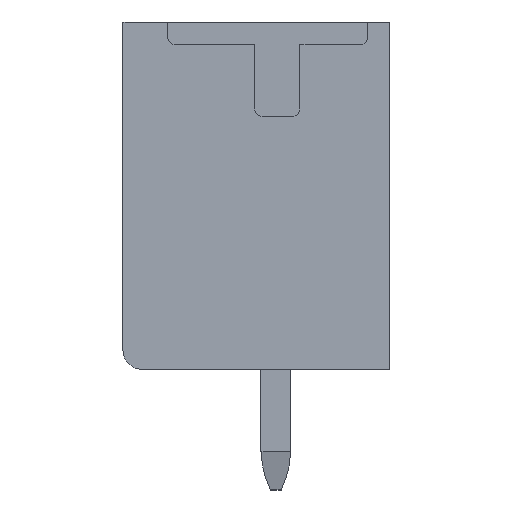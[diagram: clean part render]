
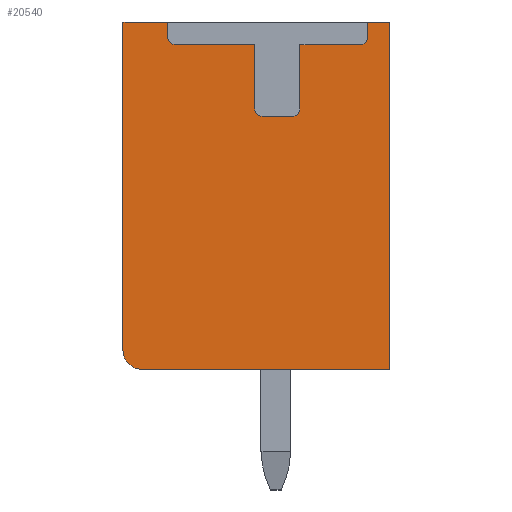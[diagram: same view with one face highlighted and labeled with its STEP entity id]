
A CAD part, left-side view. The second image highlights one B-rep face of the part: STEP entity #20540.
In plain terms, the highlighted planar face has unit normal (-1, 0, 0).
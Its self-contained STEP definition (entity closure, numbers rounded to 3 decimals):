
#20351=AXIS2_PLACEMENT_3D('Circle Axis2P3D',#20349,#20350,$) ;
#20439=AXIS2_PLACEMENT_3D('Plane Axis2P3D',#20436,#20437,#20438) ;
#20455=AXIS2_PLACEMENT_3D('Circle Axis2P3D',#20453,#20454,$) ;
#20476=AXIS2_PLACEMENT_3D('Circle Axis2P3D',#20474,#20475,$) ;
#20490=AXIS2_PLACEMENT_3D('Circle Axis2P3D',#20488,#20489,$) ;
#20511=AXIS2_PLACEMENT_3D('Circle Axis2P3D',#20509,#20510,$) ;
#388=CARTESIAN_POINT('Vertex',(0.3,0.,12.4)) ;
#391=CARTESIAN_POINT('Line Origine',(0.3,0.,7.8)) ;
#395=CARTESIAN_POINT('Vertex',(0.3,0.,3.2)) ;
#6095=CARTESIAN_POINT('Line Origine',(0.3,3.275,3.2)) ;
#6099=CARTESIAN_POINT('Vertex',(0.3,6.55,3.2)) ;
#7520=CARTESIAN_POINT('Vertex',(0.3,0.56,12.4)) ;
#7525=CARTESIAN_POINT('Line Origine',(0.3,0.28,12.4)) ;
#7569=CARTESIAN_POINT('Vertex',(0.3,7.05,12.4)) ;
#7572=CARTESIAN_POINT('Line Origine',(0.3,6.455,12.4)) ;
#7576=CARTESIAN_POINT('Vertex',(0.3,5.86,12.4)) ;
#20349=CARTESIAN_POINT('Axis2P3D Location',(0.3,6.55,3.7)) ;
#20353=CARTESIAN_POINT('Vertex',(0.3,7.05,3.7)) ;
#20436=CARTESIAN_POINT('Axis2P3D Location',(0.3,0.,0.)) ;
#20441=CARTESIAN_POINT('Line Origine',(0.3,7.05,8.05)) ;
#20446=CARTESIAN_POINT('Line Origine',(0.3,0.56,12.2)) ;
#20450=CARTESIAN_POINT('Vertex',(0.3,0.56,12.)) ;
#20453=CARTESIAN_POINT('Axis2P3D Location',(0.3,0.76,12.)) ;
#20457=CARTESIAN_POINT('Vertex',(0.3,0.76,11.8)) ;
#20460=CARTESIAN_POINT('Line Origine',(0.3,1.56,11.8)) ;
#20464=CARTESIAN_POINT('Vertex',(0.3,2.36,11.8)) ;
#20467=CARTESIAN_POINT('Line Origine',(0.3,2.36,10.95)) ;
#20471=CARTESIAN_POINT('Vertex',(0.3,2.36,10.1)) ;
#20474=CARTESIAN_POINT('Axis2P3D Location',(0.3,2.56,10.1)) ;
#20478=CARTESIAN_POINT('Vertex',(0.3,2.56,9.9)) ;
#20481=CARTESIAN_POINT('Line Origine',(0.3,2.96,9.9)) ;
#20485=CARTESIAN_POINT('Vertex',(0.3,3.36,9.9)) ;
#20488=CARTESIAN_POINT('Axis2P3D Location',(0.3,3.36,10.1)) ;
#20492=CARTESIAN_POINT('Vertex',(0.3,3.56,10.1)) ;
#20495=CARTESIAN_POINT('Line Origine',(0.3,3.56,10.95)) ;
#20499=CARTESIAN_POINT('Vertex',(0.3,3.56,11.8)) ;
#20502=CARTESIAN_POINT('Line Origine',(0.3,4.61,11.8)) ;
#20506=CARTESIAN_POINT('Vertex',(0.3,5.66,11.8)) ;
#20509=CARTESIAN_POINT('Axis2P3D Location',(0.3,5.66,12.)) ;
#20513=CARTESIAN_POINT('Vertex',(0.3,5.86,12.)) ;
#20516=CARTESIAN_POINT('Line Origine',(0.3,5.86,12.2)) ;
#392=DIRECTION('Vector Direction',(0.,0.,-1.)) ;
#6096=DIRECTION('Vector Direction',(0.,1.,0.)) ;
#7526=DIRECTION('Vector Direction',(0.,-1.,0.)) ;
#7573=DIRECTION('Vector Direction',(0.,-1.,0.)) ;
#20350=DIRECTION('Axis2P3D Direction',(-1.,0.,0.)) ;
#20437=DIRECTION('Axis2P3D Direction',(-1.,0.,0.)) ;
#20438=DIRECTION('Axis2P3D XDirection',(0.,-1.,0.)) ;
#20442=DIRECTION('Vector Direction',(0.,0.,1.)) ;
#20447=DIRECTION('Vector Direction',(0.,0.,-1.)) ;
#20454=DIRECTION('Axis2P3D Direction',(-1.,0.,0.)) ;
#20461=DIRECTION('Vector Direction',(0.,1.,0.)) ;
#20468=DIRECTION('Vector Direction',(0.,0.,-1.)) ;
#20475=DIRECTION('Axis2P3D Direction',(-1.,0.,0.)) ;
#20482=DIRECTION('Vector Direction',(0.,1.,0.)) ;
#20489=DIRECTION('Axis2P3D Direction',(-1.,0.,0.)) ;
#20496=DIRECTION('Vector Direction',(0.,0.,1.)) ;
#20503=DIRECTION('Vector Direction',(0.,1.,0.)) ;
#20510=DIRECTION('Axis2P3D Direction',(-1.,0.,0.)) ;
#20517=DIRECTION('Vector Direction',(0.,0.,1.)) ;
#393=VECTOR('Line Direction',#392,1.) ;
#6097=VECTOR('Line Direction',#6096,1.) ;
#7527=VECTOR('Line Direction',#7526,1.) ;
#7574=VECTOR('Line Direction',#7573,1.) ;
#20443=VECTOR('Line Direction',#20442,1.) ;
#20448=VECTOR('Line Direction',#20447,1.) ;
#20462=VECTOR('Line Direction',#20461,1.) ;
#20469=VECTOR('Line Direction',#20468,1.) ;
#20483=VECTOR('Line Direction',#20482,1.) ;
#20497=VECTOR('Line Direction',#20496,1.) ;
#20504=VECTOR('Line Direction',#20503,1.) ;
#20518=VECTOR('Line Direction',#20517,1.) ;
#20522=ORIENTED_EDGE('',*,*,#7578,.T.) ;
#20523=ORIENTED_EDGE('',*,*,#20445,.T.) ;
#20524=ORIENTED_EDGE('',*,*,#20355,.T.) ;
#20525=ORIENTED_EDGE('',*,*,#6101,.T.) ;
#20526=ORIENTED_EDGE('',*,*,#397,.T.) ;
#20527=ORIENTED_EDGE('',*,*,#7529,.T.) ;
#20528=ORIENTED_EDGE('',*,*,#20452,.F.) ;
#20529=ORIENTED_EDGE('',*,*,#20459,.F.) ;
#20530=ORIENTED_EDGE('',*,*,#20466,.F.) ;
#20531=ORIENTED_EDGE('',*,*,#20473,.F.) ;
#20532=ORIENTED_EDGE('',*,*,#20480,.F.) ;
#20533=ORIENTED_EDGE('',*,*,#20487,.F.) ;
#20534=ORIENTED_EDGE('',*,*,#20494,.F.) ;
#20535=ORIENTED_EDGE('',*,*,#20501,.F.) ;
#20536=ORIENTED_EDGE('',*,*,#20508,.F.) ;
#20537=ORIENTED_EDGE('',*,*,#20515,.F.) ;
#20538=ORIENTED_EDGE('',*,*,#20520,.F.) ;
#20540=ADVANCED_FACE('HOUSING',(#20539),#20440,.T.) ;
#20352=CIRCLE('generated circle',#20351,0.5) ;
#20456=CIRCLE('generated circle',#20455,0.2) ;
#20477=CIRCLE('generated circle',#20476,0.2) ;
#20491=CIRCLE('generated circle',#20490,0.2) ;
#20512=CIRCLE('generated circle',#20511,0.2) ;
#397=EDGE_CURVE('',#396,#389,#394,.F.) ;
#6101=EDGE_CURVE('',#6100,#396,#6098,.F.) ;
#7529=EDGE_CURVE('',#389,#7521,#7528,.F.) ;
#7578=EDGE_CURVE('',#7577,#7570,#7575,.F.) ;
#20355=EDGE_CURVE('',#20354,#6100,#20352,.T.) ;
#20445=EDGE_CURVE('',#7570,#20354,#20444,.F.) ;
#20452=EDGE_CURVE('',#20451,#7521,#20449,.F.) ;
#20459=EDGE_CURVE('',#20458,#20451,#20456,.T.) ;
#20466=EDGE_CURVE('',#20465,#20458,#20463,.F.) ;
#20473=EDGE_CURVE('',#20472,#20465,#20470,.F.) ;
#20480=EDGE_CURVE('',#20479,#20472,#20477,.T.) ;
#20487=EDGE_CURVE('',#20486,#20479,#20484,.F.) ;
#20494=EDGE_CURVE('',#20493,#20486,#20491,.T.) ;
#20501=EDGE_CURVE('',#20500,#20493,#20498,.F.) ;
#20508=EDGE_CURVE('',#20507,#20500,#20505,.F.) ;
#20515=EDGE_CURVE('',#20514,#20507,#20512,.T.) ;
#20520=EDGE_CURVE('',#7577,#20514,#20519,.F.) ;
#20521=EDGE_LOOP('',(#20522,#20523,#20524,#20525,#20526,#20527,#20528,#20529,#20530,#20531,#20532,#20533,#20534,#20535,#20536,#20537,#20538)) ;
#20539=FACE_OUTER_BOUND('',#20521,.T.) ;
#394=LINE('Line',#391,#393) ;
#6098=LINE('Line',#6095,#6097) ;
#7528=LINE('Line',#7525,#7527) ;
#7575=LINE('Line',#7572,#7574) ;
#20444=LINE('Line',#20441,#20443) ;
#20449=LINE('Line',#20446,#20448) ;
#20463=LINE('Line',#20460,#20462) ;
#20470=LINE('Line',#20467,#20469) ;
#20484=LINE('Line',#20481,#20483) ;
#20498=LINE('Line',#20495,#20497) ;
#20505=LINE('Line',#20502,#20504) ;
#20519=LINE('Line',#20516,#20518) ;
#20440=PLANE('',#20439) ;
#389=VERTEX_POINT('',#388) ;
#396=VERTEX_POINT('',#395) ;
#6100=VERTEX_POINT('',#6099) ;
#7521=VERTEX_POINT('',#7520) ;
#7570=VERTEX_POINT('',#7569) ;
#7577=VERTEX_POINT('',#7576) ;
#20354=VERTEX_POINT('',#20353) ;
#20451=VERTEX_POINT('',#20450) ;
#20458=VERTEX_POINT('',#20457) ;
#20465=VERTEX_POINT('',#20464) ;
#20472=VERTEX_POINT('',#20471) ;
#20479=VERTEX_POINT('',#20478) ;
#20486=VERTEX_POINT('',#20485) ;
#20493=VERTEX_POINT('',#20492) ;
#20500=VERTEX_POINT('',#20499) ;
#20507=VERTEX_POINT('',#20506) ;
#20514=VERTEX_POINT('',#20513) ;
